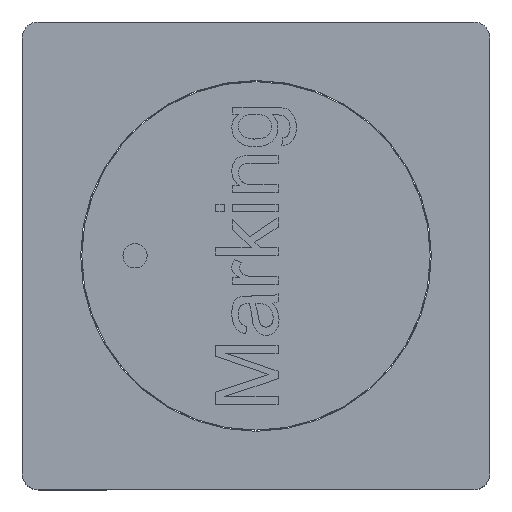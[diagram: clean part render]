
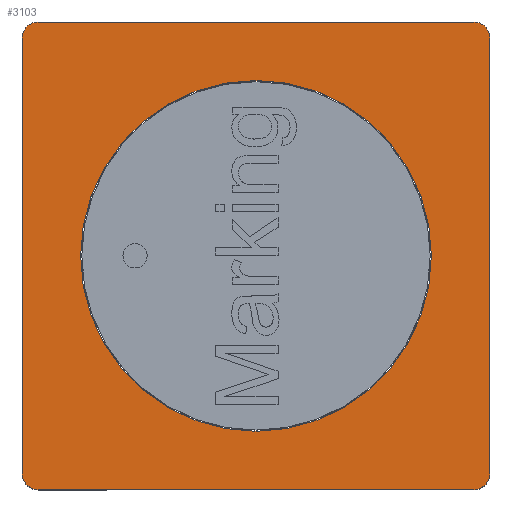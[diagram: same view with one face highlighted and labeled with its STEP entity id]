
A CAD part, top view. The second image highlights one B-rep face of the part: STEP entity #3103.
In plain terms, the highlighted planar face has unit normal (0, 0, 1).
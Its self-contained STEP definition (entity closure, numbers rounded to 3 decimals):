
#53=LINE('',#4268,#285);
#54=LINE('',#4270,#286);
#57=LINE('',#4276,#289);
#58=LINE('',#4279,#290);
#285=VECTOR('',#3465,1000.);
#286=VECTOR('',#3468,1000.);
#289=VECTOR('',#3473,1000.);
#290=VECTOR('',#3476,1000.);
#510=PLANE('',#3260);
#681=ORIENTED_EDGE('',*,*,#1279,.T.);
#682=ORIENTED_EDGE('',*,*,#1280,.T.);
#683=ORIENTED_EDGE('',*,*,#1276,.T.);
#684=ORIENTED_EDGE('',*,*,#1269,.T.);
#685=ORIENTED_EDGE('',*,*,#1275,.T.);
#686=ORIENTED_EDGE('',*,*,#1265,.T.);
#687=ORIENTED_EDGE('',*,*,#1281,.T.);
#688=ORIENTED_EDGE('',*,*,#1261,.T.);
#689=ORIENTED_EDGE('',*,*,#1270,.T.);
#1261=EDGE_CURVE('',#1564,#1566,#1769,.T.);
#1265=EDGE_CURVE('',#1568,#1570,#1771,.T.);
#1269=EDGE_CURVE('',#1572,#1574,#1773,.T.);
#1270=EDGE_CURVE('',#1575,#1575,#1774,.T.);
#1275=EDGE_CURVE('',#1574,#1568,#53,.T.);
#1276=EDGE_CURVE('',#1578,#1572,#54,.T.);
#1279=EDGE_CURVE('',#1566,#1580,#57,.T.);
#1280=EDGE_CURVE('',#1580,#1578,#1775,.T.);
#1281=EDGE_CURVE('',#1570,#1564,#58,.T.);
#1564=VERTEX_POINT('',#4234);
#1566=VERTEX_POINT('',#4238);
#1568=VERTEX_POINT('',#4243);
#1570=VERTEX_POINT('',#4247);
#1572=VERTEX_POINT('',#4252);
#1574=VERTEX_POINT('',#4256);
#1575=VERTEX_POINT('',#4260);
#1578=VERTEX_POINT('',#4271);
#1580=VERTEX_POINT('',#4277);
#1769=CIRCLE('',#3249,0.2);
#1771=CIRCLE('',#3252,0.2);
#1773=CIRCLE('',#3255,0.2);
#1774=CIRCLE('',#3257,2.175);
#1775=CIRCLE('',#3261,0.2);
#1823=EDGE_LOOP('',(#681,#682,#683,#684,#685,#686,#687,#688));
#1824=EDGE_LOOP('',(#689));
#1992=FACE_BOUND('',#1823,.T.);
#1993=FACE_BOUND('',#1824,.T.);
#3103=ADVANCED_FACE('',(#1992,#1993),#510,.T.);
#3249=AXIS2_PLACEMENT_3D('',#4239,#3437,#3438);
#3252=AXIS2_PLACEMENT_3D('',#4248,#3445,#3446);
#3255=AXIS2_PLACEMENT_3D('',#4257,#3453,#3454);
#3257=AXIS2_PLACEMENT_3D('',#4259,#3457,#3458);
#3260=AXIS2_PLACEMENT_3D('',#4275,#3471,#3472);
#3261=AXIS2_PLACEMENT_3D('',#4278,#3474,#3475);
#3437=DIRECTION('',(0.,0.,1.));
#3438=DIRECTION('',(1.,0.,0.));
#3445=DIRECTION('',(0.,0.,1.));
#3446=DIRECTION('',(1.,0.,0.));
#3453=DIRECTION('',(0.,0.,1.));
#3454=DIRECTION('',(1.,0.,0.));
#3457=DIRECTION('',(0.,0.,-1.));
#3458=DIRECTION('',(0.,1.,0.));
#3465=DIRECTION('',(-1.,0.,0.));
#3468=DIRECTION('',(0.,1.,0.));
#3471=DIRECTION('',(0.,0.,1.));
#3472=DIRECTION('',(1.,0.,0.));
#3473=DIRECTION('',(1.,0.,0.));
#3474=DIRECTION('',(0.,0.,1.));
#3475=DIRECTION('',(1.,0.,0.));
#3476=DIRECTION('',(0.,-1.,0.));
#4234=CARTESIAN_POINT('',(-2.9,-2.7,0.));
#4238=CARTESIAN_POINT('',(-2.7,-2.9,0.));
#4239=CARTESIAN_POINT('',(-2.7,-2.7,0.));
#4243=CARTESIAN_POINT('',(-2.7,2.9,0.));
#4247=CARTESIAN_POINT('',(-2.9,2.7,0.));
#4248=CARTESIAN_POINT('',(-2.7,2.7,0.));
#4252=CARTESIAN_POINT('',(2.9,2.7,0.));
#4256=CARTESIAN_POINT('',(2.7,2.9,0.));
#4257=CARTESIAN_POINT('',(2.7,2.7,0.));
#4259=CARTESIAN_POINT('',(0.,0.,0.));
#4260=CARTESIAN_POINT('',(0.,2.175,0.));
#4268=CARTESIAN_POINT('',(2.9,2.9,0.));
#4270=CARTESIAN_POINT('',(2.9,-2.9,0.));
#4271=CARTESIAN_POINT('',(2.9,-2.7,0.));
#4275=CARTESIAN_POINT('',(-2.9,-2.9,0.));
#4276=CARTESIAN_POINT('',(-2.9,-2.9,0.));
#4277=CARTESIAN_POINT('',(2.7,-2.9,0.));
#4278=CARTESIAN_POINT('',(2.7,-2.7,0.));
#4279=CARTESIAN_POINT('',(-2.9,2.9,0.));
